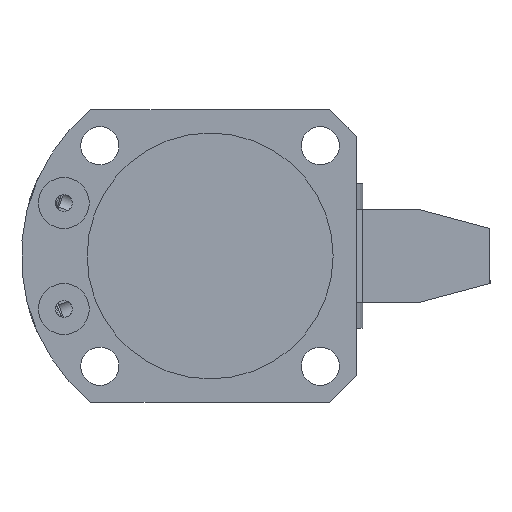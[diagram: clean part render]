
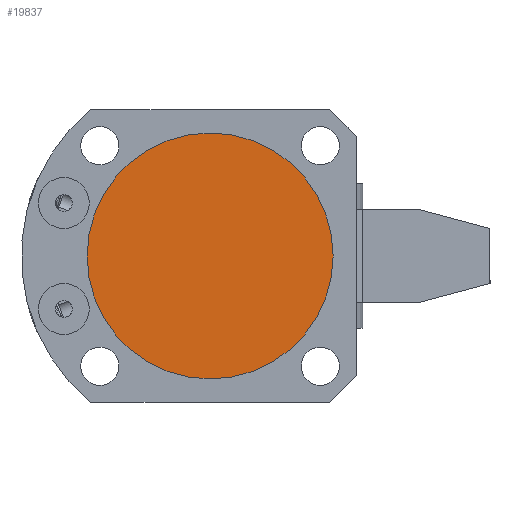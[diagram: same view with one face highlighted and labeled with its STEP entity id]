
A CAD part, front view. The second image highlights one B-rep face of the part: STEP entity #19837.
In plain terms, the highlighted planar face has unit normal (0, -1, 0).
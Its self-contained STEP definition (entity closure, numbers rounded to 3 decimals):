
#1553 = CIRCLE ( 'NONE', #4257, 29. ) ;
#1587 = AXIS2_PLACEMENT_3D ( 'NONE', #19847, #19923, #20056 ) ;
#1595 = CARTESIAN_POINT ( 'NONE',  ( 0., -65., 29. ) ) ;
#2150 = EDGE_CURVE ( 'NONE', #13500, #17257, #10636, .T. ) ;
#4257 = AXIS2_PLACEMENT_3D ( 'NONE', #8757, #19708, #10305 ) ;
#4922 = DIRECTION ( 'NONE',  ( 0., 1., 0. ) ) ;
#7870 = CARTESIAN_POINT ( 'NONE',  ( 0., -65., -29. ) ) ;
#8757 = CARTESIAN_POINT ( 'NONE',  ( 0., -65., 0. ) ) ;
#9697 = ORIENTED_EDGE ( 'NONE', *, *, #2150, .F. ) ;
#10305 = DIRECTION ( 'NONE',  ( 0., 0., 1. ) ) ;
#10636 = CIRCLE ( 'NONE', #1587, 29. ) ;
#12001 = ORIENTED_EDGE ( 'NONE', *, *, #12899, .F. ) ;
#12899 = EDGE_CURVE ( 'NONE', #17257, #13500, #1553, .T. ) ;
#13500 = VERTEX_POINT ( 'NONE', #7870 ) ;
#14224 = CARTESIAN_POINT ( 'NONE',  ( 0., -65., 0. ) ) ;
#14790 = AXIS2_PLACEMENT_3D ( 'NONE', #14224, #4922, #15813 ) ;
#15813 = DIRECTION ( 'NONE',  ( 0., 0., 1. ) ) ;
#17257 = VERTEX_POINT ( 'NONE', #1595 ) ;
#17262 = PLANE ( 'NONE',  #14790 ) ;
#17362 = FACE_OUTER_BOUND ( 'NONE', #17998, .T. ) ;
#17998 = EDGE_LOOP ( 'NONE', ( #12001, #9697 ) ) ;
#19708 = DIRECTION ( 'NONE',  ( 0., 1., 0. ) ) ;
#19837 = ADVANCED_FACE ( 'NONE', ( #17362 ), #17262, .F. ) ;
#19847 = CARTESIAN_POINT ( 'NONE',  ( 0., -65., 0. ) ) ;
#19923 = DIRECTION ( 'NONE',  ( 0., 1., 0. ) ) ;
#20056 = DIRECTION ( 'NONE',  ( 0., 0., 1. ) ) ;
